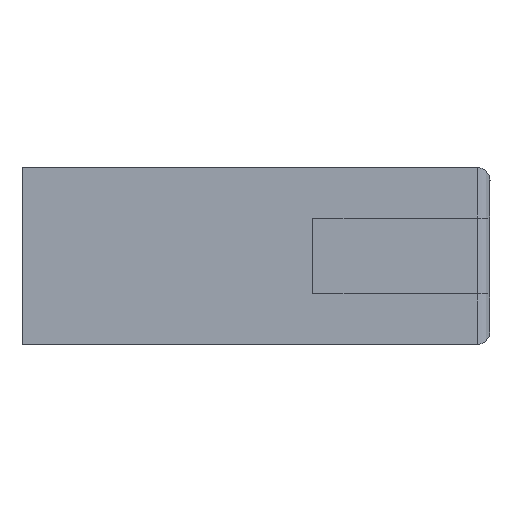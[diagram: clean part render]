
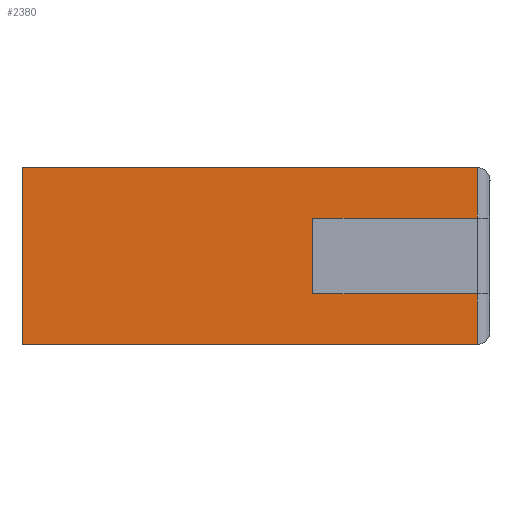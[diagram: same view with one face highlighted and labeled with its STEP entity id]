
A CAD part, left-side view. The second image highlights one B-rep face of the part: STEP entity #2380.
In plain terms, the highlighted planar face has unit normal (-1, 0, 0).
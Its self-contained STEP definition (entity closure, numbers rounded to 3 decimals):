
#209=FACE_OUTER_BOUND('',#353,.T.);
#353=EDGE_LOOP('',(#1981,#1982,#1983,#1984,#1985,#1986,#1987,#1988));
#573=LINE('',#3911,#821);
#579=LINE('',#3929,#827);
#582=LINE('',#3935,#830);
#583=LINE('',#3937,#831);
#584=LINE('',#3939,#832);
#585=LINE('',#3941,#833);
#586=LINE('',#3943,#834);
#587=LINE('',#3944,#835);
#821=VECTOR('',#3236,10.);
#827=VECTOR('',#3254,10.);
#830=VECTOR('',#3259,10.);
#831=VECTOR('',#3260,10.);
#832=VECTOR('',#3261,10.);
#833=VECTOR('',#3262,10.);
#834=VECTOR('',#3263,10.);
#835=VECTOR('',#3264,10.);
#1107=VERTEX_POINT('',#3909);
#1108=VERTEX_POINT('',#3910);
#1114=VERTEX_POINT('',#3928);
#1116=VERTEX_POINT('',#3934);
#1117=VERTEX_POINT('',#3936);
#1118=VERTEX_POINT('',#3938);
#1119=VERTEX_POINT('',#3940);
#1120=VERTEX_POINT('',#3942);
#1400=EDGE_CURVE('',#1107,#1108,#573,.T.);
#1409=EDGE_CURVE('',#1114,#1108,#579,.T.);
#1412=EDGE_CURVE('',#1116,#1107,#582,.T.);
#1413=EDGE_CURVE('',#1116,#1117,#583,.T.);
#1414=EDGE_CURVE('',#1117,#1118,#584,.T.);
#1415=EDGE_CURVE('',#1119,#1118,#585,.T.);
#1416=EDGE_CURVE('',#1119,#1120,#586,.T.);
#1417=EDGE_CURVE('',#1120,#1114,#587,.T.);
#1981=ORIENTED_EDGE('',*,*,#1400,.F.);
#1982=ORIENTED_EDGE('',*,*,#1412,.F.);
#1983=ORIENTED_EDGE('',*,*,#1413,.T.);
#1984=ORIENTED_EDGE('',*,*,#1414,.T.);
#1985=ORIENTED_EDGE('',*,*,#1415,.F.);
#1986=ORIENTED_EDGE('',*,*,#1416,.T.);
#1987=ORIENTED_EDGE('',*,*,#1417,.T.);
#1988=ORIENTED_EDGE('',*,*,#1409,.T.);
#2178=PLANE('',#2679);
#2380=ADVANCED_FACE('',(#209),#2178,.T.);
#2679=AXIS2_PLACEMENT_3D('',#3933,#3257,#3258);
#3236=DIRECTION('',(0.,0.,1.));
#3254=DIRECTION('',(0.,1.,0.));
#3257=DIRECTION('center_axis',(-1.,0.,0.));
#3258=DIRECTION('ref_axis',(0.,0.,1.));
#3259=DIRECTION('',(0.,1.,0.));
#3260=DIRECTION('',(0.,0.,1.));
#3261=DIRECTION('',(0.,1.,0.));
#3262=DIRECTION('',(0.,0.,1.));
#3263=DIRECTION('',(0.,-1.,0.));
#3264=DIRECTION('',(0.,0.,-1.));
#3909=CARTESIAN_POINT('',(-14.,36.,-7.));
#3910=CARTESIAN_POINT('',(-14.,36.,-3.));
#3911=CARTESIAN_POINT('',(-14.,36.,-3.5));
#3928=CARTESIAN_POINT('',(-14.,23.,-3.));
#3929=CARTESIAN_POINT('',(-14.,18.5,-3.));
#3933=CARTESIAN_POINT('Origin',(-14.,0.,-7.));
#3934=CARTESIAN_POINT('',(-14.,0.,-7.));
#3935=CARTESIAN_POINT('',(-14.,0.,-7.));
#3936=CARTESIAN_POINT('',(-14.,0.,7.));
#3937=CARTESIAN_POINT('',(-14.,0.,-7.));
#3938=CARTESIAN_POINT('',(-14.,36.,7.));
#3939=CARTESIAN_POINT('',(-14.,0.,7.));
#3940=CARTESIAN_POINT('',(-14.,36.,3.));
#3941=CARTESIAN_POINT('',(-14.,36.,-3.5));
#3942=CARTESIAN_POINT('',(-14.,23.,3.));
#3943=CARTESIAN_POINT('',(-14.,11.5,3.));
#3944=CARTESIAN_POINT('',(-14.,23.,-5.));
